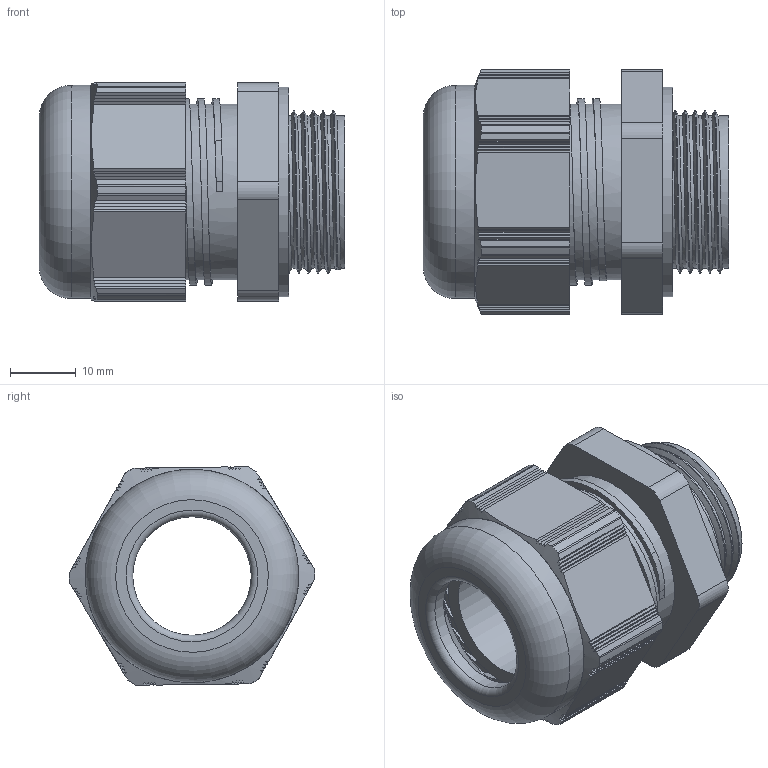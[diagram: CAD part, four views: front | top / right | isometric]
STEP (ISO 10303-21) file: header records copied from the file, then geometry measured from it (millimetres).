
FILE_DESCRIPTION(/* description */ ('Euro-Top X3 HI Poylamid M25 Stutzen'),/* implementation_level */ '2;1');
FILE_NAME(/* name */ '85080525X3HI-RST.stp',/* time_stamp */ '2015-03-03T14:10:17+01:00',/* author */ ('sl'),/* organization */ (''),/* preprocessor_version */ 'ST-DEVELOPER v15.2',/* originating_system */ 'Autodesk Inventor 2014',/* authorisation */ '');
FILE_SCHEMA (('AUTOMOTIVE_DESIGN { 1 0 10303 214 3 1 1 }'));
Length unit declared in the file: millimetre
Products named in the file (5): Euro-Top-X3HI-08-BT-0001-85080525X3HI; Euro-Top-X3HI-08-BT-0002-85080525X3HI; Euro-Top-X3HI-08-BT-0003-85080525X3HI; Euro-Top-X3HI-08-BT-0004-85080525X3HI; Euro-Top-X3HI-08-BG-0001-85080525X3HI
Assembly tree (4 placements, depth 2):
  Euro-Top-X3HI-08-BG-0001-85080525X3HI
    Euro-Top-X3HI-08-BT-0001-85080525X3HI
    Euro-Top-X3HI-08-BT-0002-85080525X3HI
    Euro-Top-X3HI-08-BT-0003-85080525X3HI
    Euro-Top-X3HI-08-BT-0004-85080525X3HI
Bounding box: 46.43 x 37.3 x 33.27 mm (x, y, z)
Volume: 21014.5 mm3; surface area: 17929 mm2
Topology: 4 solids, 4 shells, 344 faces, 982 edges, 653 vertices
Faces by surface type: plane 213, cylinder 82, torus 23, cone 20, bspline 6
Full cylindrical faces by diameter (mm): 18 x1, 18.02 x1, 18.21 x1, 22.58 x1, 22.65 x1, 23.198 x5, 24.7 x1, 25.86 x1, 26.66 x1, 26.71 x4, 27.21 x6, 28.91 x6, 31.86 x1, 32.4 x1
Entity records: 13522 total; most frequent: CARTESIAN_POINT 5494, ORIENTED_EDGE 1786, DIRECTION 1534, EDGE_CURVE 893, VERTEX_POINT 606, AXIS2_PLACEMENT_3D 542, LINE 450, VECTOR 450
